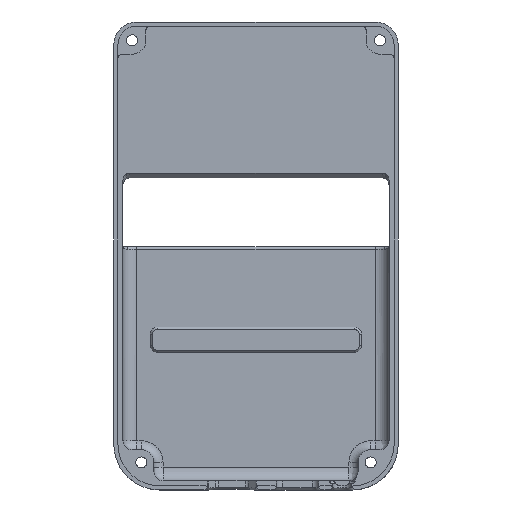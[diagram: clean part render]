
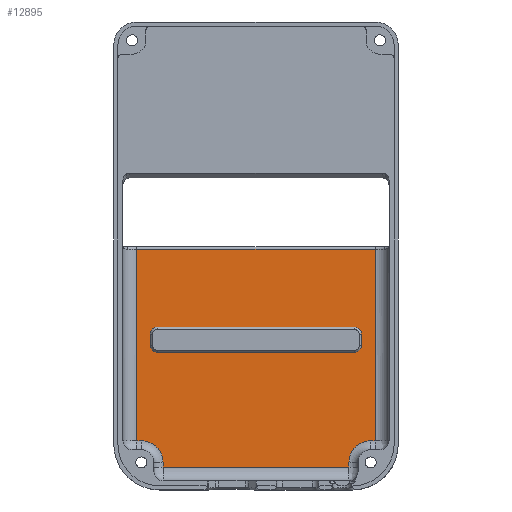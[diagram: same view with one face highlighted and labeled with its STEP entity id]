
A CAD part, top view. The second image highlights one B-rep face of the part: STEP entity #12895.
In plain terms, the highlighted planar face has unit normal (0, 0, 1).
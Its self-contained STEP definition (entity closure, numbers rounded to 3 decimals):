
#444=FACE_BOUND('',#1917,.T.);
#1125=FACE_OUTER_BOUND('',#1916,.T.);
#1916=EDGE_LOOP('',(#11386,#11387,#11388,#11389,#11390,#11391,#11392,#11393,
#11394,#11395));
#1917=EDGE_LOOP('',(#11396,#11397,#11398,#11399,#11400,#11401,#11402,#11403));
#3096=LINE('',#21810,#4304);
#3099=LINE('',#21818,#4307);
#3102=LINE('',#21828,#4310);
#3104=LINE('',#21833,#4312);
#3140=LINE('',#22167,#4348);
#3142=LINE('',#22188,#4350);
#3143=LINE('',#22222,#4351);
#3153=LINE('',#22292,#4361);
#3154=LINE('',#22294,#4362);
#3155=LINE('',#22296,#4363);
#3156=LINE('',#22299,#4364);
#3157=LINE('',#22301,#4365);
#4304=VECTOR('',#17597,10.);
#4307=VECTOR('',#17606,10.);
#4310=VECTOR('',#17617,10.);
#4312=VECTOR('',#17625,10.);
#4348=VECTOR('',#17793,10.);
#4350=VECTOR('',#17803,10.);
#4351=VECTOR('',#17820,10.);
#4361=VECTOR('',#17872,10.);
#4362=VECTOR('',#17873,10.);
#4363=VECTOR('',#17874,10.);
#4364=VECTOR('',#17877,10.);
#4365=VECTOR('',#17878,10.);
#4895=CIRCLE('',#14076,1.5);
#4896=CIRCLE('',#14079,1.5);
#4897=CIRCLE('',#14083,1.5);
#4898=CIRCLE('',#14086,1.5);
#4957=CIRCLE('',#14187,4.75);
#4958=CIRCLE('',#14188,4.75);
#6075=VERTEX_POINT('',#21802);
#6076=VERTEX_POINT('',#21804);
#6077=VERTEX_POINT('',#21808);
#6078=VERTEX_POINT('',#21812);
#6079=VERTEX_POINT('',#21816);
#6080=VERTEX_POINT('',#21821);
#6081=VERTEX_POINT('',#21823);
#6082=VERTEX_POINT('',#21827);
#6138=VERTEX_POINT('',#22163);
#6140=VERTEX_POINT('',#22166);
#6143=VERTEX_POINT('',#22178);
#6145=VERTEX_POINT('',#22186);
#6158=VERTEX_POINT('',#22290);
#6159=VERTEX_POINT('',#22291);
#6160=VERTEX_POINT('',#22293);
#6161=VERTEX_POINT('',#22295);
#6162=VERTEX_POINT('',#22297);
#6163=VERTEX_POINT('',#22300);
#7813=EDGE_CURVE('',#6075,#6076,#4895,.F.);
#7816=EDGE_CURVE('',#6075,#6077,#3096,.T.);
#7818=EDGE_CURVE('',#6078,#6077,#4896,.F.);
#7820=EDGE_CURVE('',#6078,#6079,#3099,.T.);
#7822=EDGE_CURVE('',#6080,#6081,#4897,.F.);
#7824=EDGE_CURVE('',#6082,#6081,#3102,.T.);
#7826=EDGE_CURVE('',#6082,#6079,#4898,.F.);
#7827=EDGE_CURVE('',#6080,#6076,#3104,.T.);
#7915=EDGE_CURVE('',#6138,#6140,#3140,.T.);
#7922=EDGE_CURVE('',#6145,#6143,#3142,.T.);
#7928=EDGE_CURVE('',#6140,#6145,#3143,.T.);
#7949=EDGE_CURVE('',#6158,#6159,#3153,.T.);
#7950=EDGE_CURVE('',#6160,#6158,#3154,.T.);
#7951=EDGE_CURVE('',#6161,#6160,#3155,.T.);
#7952=EDGE_CURVE('',#6162,#6161,#4957,.T.);
#7953=EDGE_CURVE('',#6143,#6162,#3156,.T.);
#7954=EDGE_CURVE('',#6163,#6138,#3157,.T.);
#7955=EDGE_CURVE('',#6159,#6163,#4958,.T.);
#11386=ORIENTED_EDGE('',*,*,#7949,.F.);
#11387=ORIENTED_EDGE('',*,*,#7950,.F.);
#11388=ORIENTED_EDGE('',*,*,#7951,.F.);
#11389=ORIENTED_EDGE('',*,*,#7952,.F.);
#11390=ORIENTED_EDGE('',*,*,#7953,.F.);
#11391=ORIENTED_EDGE('',*,*,#7922,.F.);
#11392=ORIENTED_EDGE('',*,*,#7928,.F.);
#11393=ORIENTED_EDGE('',*,*,#7915,.F.);
#11394=ORIENTED_EDGE('',*,*,#7954,.F.);
#11395=ORIENTED_EDGE('',*,*,#7955,.F.);
#11396=ORIENTED_EDGE('',*,*,#7824,.T.);
#11397=ORIENTED_EDGE('',*,*,#7822,.F.);
#11398=ORIENTED_EDGE('',*,*,#7827,.T.);
#11399=ORIENTED_EDGE('',*,*,#7813,.F.);
#11400=ORIENTED_EDGE('',*,*,#7816,.T.);
#11401=ORIENTED_EDGE('',*,*,#7818,.F.);
#11402=ORIENTED_EDGE('',*,*,#7820,.T.);
#11403=ORIENTED_EDGE('',*,*,#7826,.F.);
#12192=PLANE('',#14186);
#12895=ADVANCED_FACE('',(#1125,#444),#12192,.T.);
#14076=AXIS2_PLACEMENT_3D('',#21805,#17591,#17592);
#14079=AXIS2_PLACEMENT_3D('',#21814,#17601,#17602);
#14083=AXIS2_PLACEMENT_3D('',#21824,#17612,#17613);
#14086=AXIS2_PLACEMENT_3D('',#21831,#17621,#17622);
#14186=AXIS2_PLACEMENT_3D('',#22289,#17870,#17871);
#14187=AXIS2_PLACEMENT_3D('',#22298,#17875,#17876);
#14188=AXIS2_PLACEMENT_3D('',#22302,#17879,#17880);
#17591=DIRECTION('center_axis',(0.,0.,
-1.));
#17592=DIRECTION('ref_axis',(-0.707,-0.707,0.));
#17597=DIRECTION('',(0.,1.,0.));
#17601=DIRECTION('center_axis',(0.,0.,
-1.));
#17602=DIRECTION('ref_axis',(-0.707,0.707,0.));
#17606=DIRECTION('',(1.,0.,0.));
#17612=DIRECTION('center_axis',(0.,0.,
-1.));
#17613=DIRECTION('ref_axis',(0.707,-0.707,0.));
#17617=DIRECTION('',(0.,-1.,0.));
#17621=DIRECTION('center_axis',(0.,0.,
-1.));
#17622=DIRECTION('ref_axis',(0.707,0.707,0.));
#17625=DIRECTION('',(-1.,0.,0.));
#17793=DIRECTION('',(0.,1.,0.));
#17803=DIRECTION('',(0.,-1.,0.));
#17820=DIRECTION('',(1.,0.,0.));
#17870=DIRECTION('center_axis',(0.,0.,
1.));
#17871=DIRECTION('ref_axis',(1.,0.,0.));
#17872=DIRECTION('',(0.,1.,0.));
#17873=DIRECTION('',(-1.,0.,0.));
#17874=DIRECTION('',(0.,-1.,0.));
#17875=DIRECTION('center_axis',(0.,0.,
1.));
#17876=DIRECTION('ref_axis',(-0.707,0.707,0.));
#17877=DIRECTION('',(-1.,0.,0.));
#17878=DIRECTION('',(-1.,0.,0.));
#17879=DIRECTION('center_axis',(0.,0.,
1.));
#17880=DIRECTION('ref_axis',(0.707,0.707,0.));
#21802=CARTESIAN_POINT('',(-23.018,-20.499,-58.8));
#21804=CARTESIAN_POINT('',(-21.518,-21.999,-58.8));
#21805=CARTESIAN_POINT('Origin',(-21.518,-20.499,-58.8));
#21808=CARTESIAN_POINT('',(-23.018,-17.999,-58.8));
#21810=CARTESIAN_POINT('',(-23.018,-8.749,-58.8));
#21812=CARTESIAN_POINT('',(-21.518,-16.499,-58.8));
#21814=CARTESIAN_POINT('Origin',(-21.518,-17.999,-58.8));
#21816=CARTESIAN_POINT('',(21.482,-16.499,-58.8));
#21818=CARTESIAN_POINT('',(11.491,-16.499,-58.8));
#21821=CARTESIAN_POINT('',(21.482,-21.999,-58.8));
#21823=CARTESIAN_POINT('',(22.982,-20.499,-58.8));
#21824=CARTESIAN_POINT('Origin',(21.482,-20.499,-58.8));
#21827=CARTESIAN_POINT('',(22.982,-17.999,-58.8));
#21828=CARTESIAN_POINT('',(22.982,-11.499,-58.8));
#21831=CARTESIAN_POINT('Origin',(21.482,-17.999,-58.8));
#21833=CARTESIAN_POINT('',(-11.509,-21.999,-58.8));
#22163=CARTESIAN_POINT('',(-26.,-41.25,-58.8));
#22166=CARTESIAN_POINT('',(-26.,0.5,-58.8));
#22167=CARTESIAN_POINT('',(-26.,-21.5,-58.8));
#22178=CARTESIAN_POINT('',(26.,-41.25,-58.8));
#22186=CARTESIAN_POINT('',(26.,0.5,-58.8));
#22188=CARTESIAN_POINT('',(26.,22.,-58.8));
#22222=CARTESIAN_POINT('',(-15.5,0.5,-58.8));
#22289=CARTESIAN_POINT('Origin',(0.,-1.,
-58.8));
#22290=CARTESIAN_POINT('',(-20.25,-47.,-58.8));
#22291=CARTESIAN_POINT('',(-20.25,-46.,-58.8));
#22292=CARTESIAN_POINT('',(-20.25,-23.5,-58.8));
#22293=CARTESIAN_POINT('',(20.25,-47.,-58.8));
#22294=CARTESIAN_POINT('',(10.5,-47.,-58.8));
#22295=CARTESIAN_POINT('',(20.25,-46.,-58.8));
#22296=CARTESIAN_POINT('',(20.25,-25.451,-58.8));
#22297=CARTESIAN_POINT('',(25.,-41.25,-58.8));
#22298=CARTESIAN_POINT('Origin',(25.,-46.,-58.8));
#22299=CARTESIAN_POINT('',(12.5,-41.25,-58.8));
#22300=CARTESIAN_POINT('',(-25.,-41.25,-58.8));
#22301=CARTESIAN_POINT('',(12.5,-41.25,-58.8));
#22302=CARTESIAN_POINT('Origin',(-25.,-46.,-58.8));
